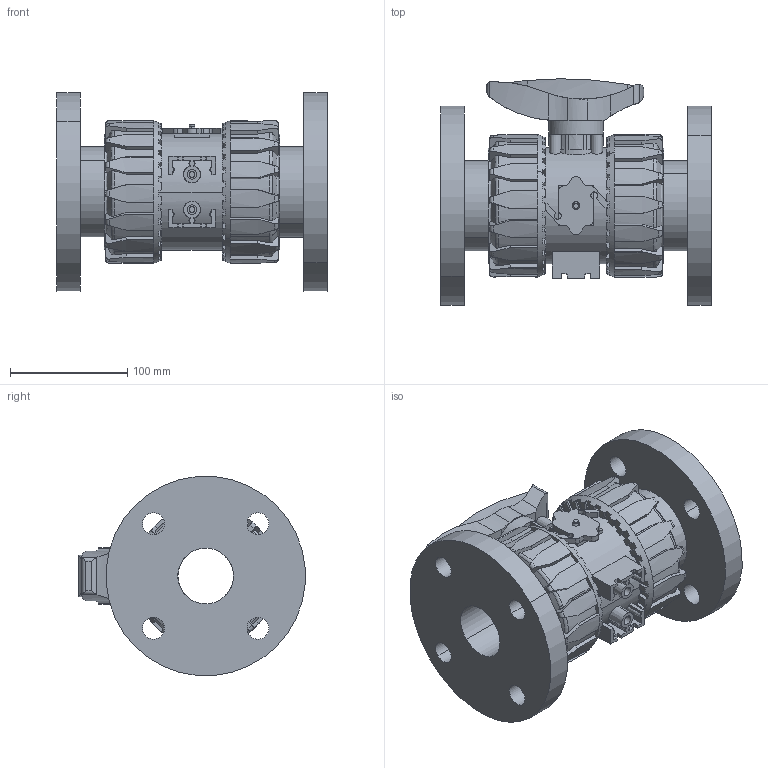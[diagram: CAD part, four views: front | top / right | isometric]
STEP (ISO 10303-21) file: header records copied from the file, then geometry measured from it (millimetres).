
FILE_DESCRIPTION(('STEP AP214'),'1');
FILE_NAME('vkdom063f.stp','2018-03-06T12:15:51',('TraceParts'),('TraceParts S.A.'),'Spatial InterOp 3D',' ',' ');
FILE_SCHEMA(('automotive_design'));
Length unit declared in the file: millimetre
Products named in the file (7): vkdom063f_1; vkdom063f_2; vkdom063f_3; vkdom063f_4; vkdom063f_5; vkdom063f_6; vkdom063f_7
Bounding box: 230.6 x 192.86 x 169.45 mm (x, y, z)
Volume: 2252749.4 mm3; surface area: 353226.9 mm2
Topology: 7 solids, 7 shells, 1015 faces, 2855 edges, 1879 vertices
Faces by surface type: plane 639, cylinder 222, cone 90, torus 64
Entity records: 43123 total; most frequent: CARTESIAN_POINT 8294, DIRECTION 5738, ORIENTED_EDGE 5710, EDGE_CURVE 2855, AXIS2_PLACEMENT_3D 2282, VERTEX_POINT 1879, LINE 1174, VECTOR 1174
